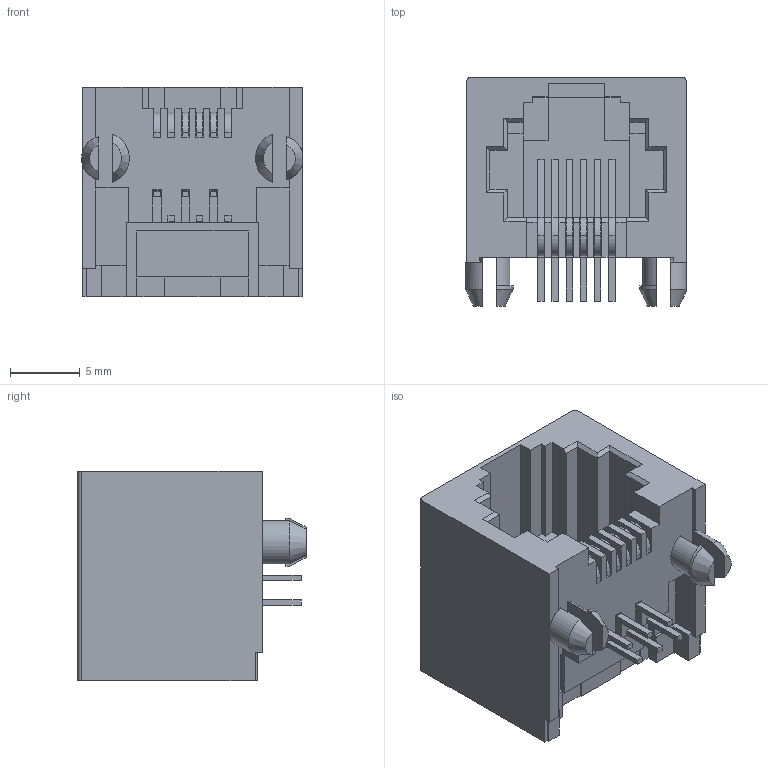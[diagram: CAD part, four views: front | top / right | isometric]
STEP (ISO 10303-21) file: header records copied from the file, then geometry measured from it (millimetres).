
FILE_DESCRIPTION (( 'STEP AP214' ), '1' );
FILE_NAME ('User Library-RJ11-6PM.STEP', '2010-07-25T03:36:02', ( 'sysAdmin' ), ( 'SolidWorks' ), 'SwSTEP 2.0', 'SolidWorks 2010', '' );
FILE_SCHEMA (( 'AUTOMOTIVE_DESIGN' ));
Length unit declared in the file: millimetre
Products named in the file (1): User Library-RJ11-6PM
Bounding box: 15.81 x 16.36 x 14.99 mm (x, y, z)
Surface area: 2152.8 mm2 (no closed solid volume)
Topology: 0 solids, 1 shells, 292 faces, 807 edges, 530 vertices
Faces by surface type: plane 253, cylinder 35, cone 4
Entity records: 9172 total; most frequent: CARTESIAN_POINT 1686, ORIENTED_EDGE 1582, DIRECTION 1456, EDGE_CURVE 803, LINE 706, VECTOR 706, VERTEX_POINT 528, AXIS2_PLACEMENT_3D 375
